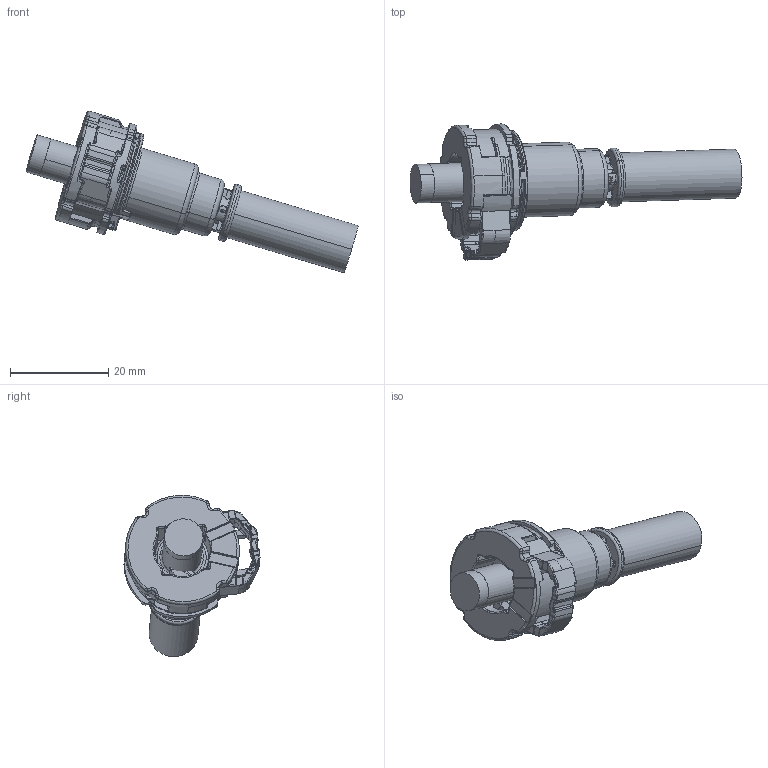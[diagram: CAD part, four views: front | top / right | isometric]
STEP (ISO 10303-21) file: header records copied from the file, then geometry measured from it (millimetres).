
FILE_DESCRIPTION(('CATIA V5 STEP','CAx-IF Rec.Pracs.--- Model Styling and Organization---1.4--- 2014-01-23'),'2;1');
FILE_NAME('Download-SV241NSL_GKU_5-16_Zoll_NW4_unheated.stp','2019-07-05T06:03:15+00:00',('none'),('none'),'CATIA Version 5-6 Release 2016 SP3 HF59','CATIA V5 STEP AP214 Edition 3','none');
FILE_SCHEMA(('AUTOMOTIVE_DESIGN { 1 0 10303 214 3 1 1 1 }'));
Length unit declared in the file: millimetre
Products named in the file (1): Download-SV241NSL_GKU_5-16_Zoll_NW4_unheated
Bounding box: 67.66 x 27.74 x 32.88 mm (x, y, z)
Volume: 11352.2 mm3; surface area: 7137.3 mm2
Topology: 4 solids, 4 shells, 1156 faces, 2892 edges, 1680 vertices
Faces by surface type: cylinder 455, plane 223, bspline 211, torus 200, sphere 44, extrusion 14, cone 9
Entity records: 50039 total; most frequent: CARTESIAN_POINT 25952, ORIENTED_EDGE 5650, DIRECTION 3650, EDGE_CURVE 2825, AXIS2_PLACEMENT_3D 1858, VERTEX_POINT 1678, EDGE_LOOP 1167, ADVANCED_FACE 1156
